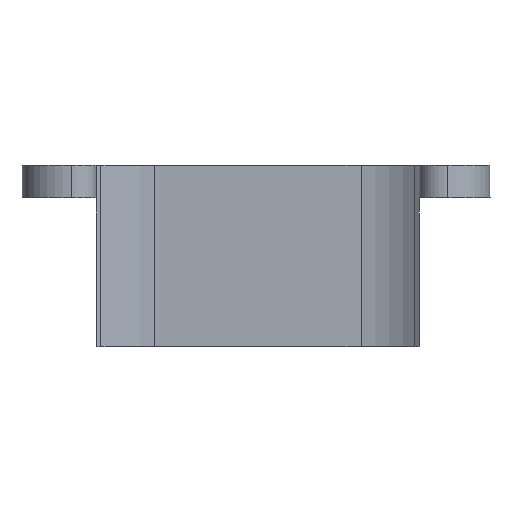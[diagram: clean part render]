
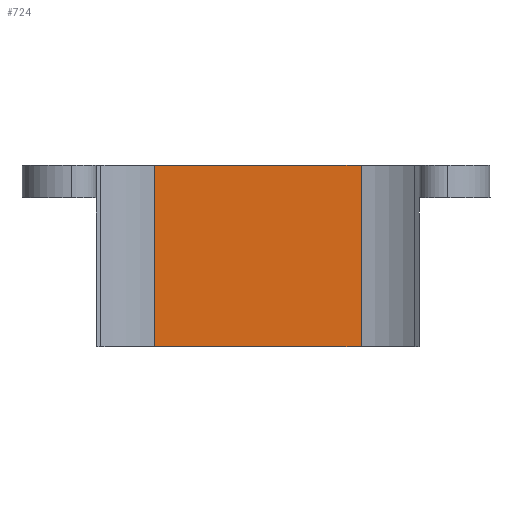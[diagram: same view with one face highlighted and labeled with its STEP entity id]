
A CAD part, front view. The second image highlights one B-rep face of the part: STEP entity #724.
In plain terms, the highlighted planar face has unit normal (0, -1, 0).
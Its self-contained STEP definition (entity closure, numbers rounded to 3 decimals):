
#94=FACE_OUTER_BOUND('',#134,.T.);
#134=EDGE_LOOP('',(#519,#520,#521,#522));
#181=LINE('',#1111,#247);
#190=LINE('',#1147,#256);
#191=LINE('',#1150,#257);
#192=LINE('',#1151,#258);
#247=VECTOR('',#875,10.);
#256=VECTOR('',#908,17.5);
#257=VECTOR('',#911,10.);
#258=VECTOR('',#912,17.5);
#314=VERTEX_POINT('',#1108);
#315=VERTEX_POINT('',#1110);
#330=VERTEX_POINT('',#1145);
#331=VERTEX_POINT('',#1149);
#387=EDGE_CURVE('',#314,#315,#181,.T.);
#406=EDGE_CURVE('',#330,#314,#190,.T.);
#407=EDGE_CURVE('',#330,#331,#191,.T.);
#408=EDGE_CURVE('',#315,#331,#192,.T.);
#519=ORIENTED_EDGE('',*,*,#406,.F.);
#520=ORIENTED_EDGE('',*,*,#407,.T.);
#521=ORIENTED_EDGE('',*,*,#408,.F.);
#522=ORIENTED_EDGE('',*,*,#387,.F.);
#705=PLANE('',#789);
#724=ADVANCED_FACE('',(#94),#705,.F.);
#789=AXIS2_PLACEMENT_3D('',#1148,#909,#910);
#875=DIRECTION('',(-1.,0.,0.));
#908=DIRECTION('',(0.,0.,-1.));
#909=DIRECTION('center_axis',(0.,1.,0.));
#910=DIRECTION('ref_axis',(1.,0.,0.));
#911=DIRECTION('',(-1.,0.,0.));
#912=DIRECTION('',(0.,0.,1.));
#1108=CARTESIAN_POINT('',(133.276,-85.,-30.));
#1110=CARTESIAN_POINT('',(91.724,-85.,-30.));
#1111=CARTESIAN_POINT('',(133.276,-85.,-30.));
#1145=CARTESIAN_POINT('',(133.276,-85.,6.6));
#1147=CARTESIAN_POINT('',(133.276,-85.,11.6));
#1148=CARTESIAN_POINT('Origin',(85.,-85.,11.6));
#1149=CARTESIAN_POINT('',(91.724,-85.,6.6));
#1150=CARTESIAN_POINT('',(98.563,-85.,6.6));
#1151=CARTESIAN_POINT('',(91.724,-85.,11.6));
